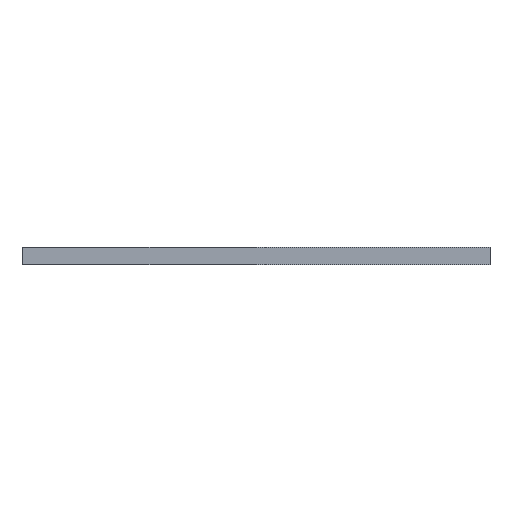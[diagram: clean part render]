
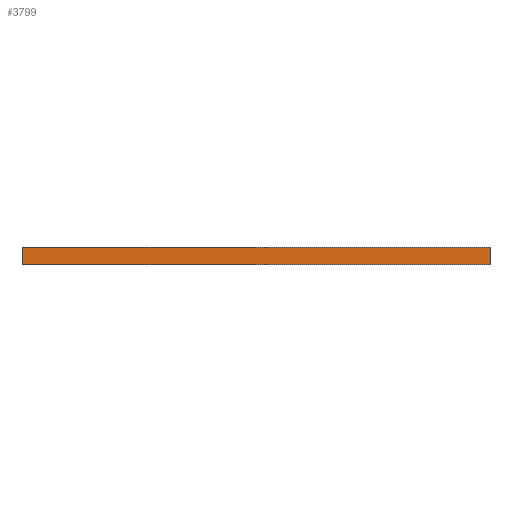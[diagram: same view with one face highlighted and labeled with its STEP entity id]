
A CAD part, left-side view. The second image highlights one B-rep face of the part: STEP entity #3799.
In plain terms, the highlighted planar face has unit normal (-1, 0, 0).
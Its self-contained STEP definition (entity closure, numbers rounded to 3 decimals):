
#127 = CARTESIAN_POINT ( 'NONE',  ( -22.4, 22.875, 0.85 ) ) ;
#235 = DIRECTION ( 'NONE',  ( 0., 0., 1. ) ) ;
#543 = ORIENTED_EDGE ( 'NONE', *, *, #4015, .F. ) ;
#871 = CARTESIAN_POINT ( 'NONE',  ( -22.4, 22.875, 0.85 ) ) ;
#1059 = DIRECTION ( 'NONE',  ( 0., 0., -1. ) ) ;
#1293 = EDGE_LOOP ( 'NONE', ( #3542, #543, #2469, #3485 ) ) ;
#1295 = DIRECTION ( 'NONE',  ( 0., 1., 0. ) ) ;
#1441 = CARTESIAN_POINT ( 'NONE',  ( -22.4, -22.875, 0.85 ) ) ;
#1887 = CARTESIAN_POINT ( 'NONE',  ( -22.4, -22.875, 0.85 ) ) ;
#2052 = DIRECTION ( 'NONE',  ( 0., 0., -1. ) ) ;
#2077 = VERTEX_POINT ( 'NONE', #2369 ) ;
#2166 = VECTOR ( 'NONE', #3881, 1000. ) ;
#2253 = EDGE_CURVE ( 'NONE', #2077, #2371, #2558, .T. ) ;
#2281 = VECTOR ( 'NONE', #2052, 1000. ) ;
#2356 = LINE ( 'NONE', #2877, #2986 ) ;
#2369 = CARTESIAN_POINT ( 'NONE',  ( -22.4, -22.875, -0.85 ) ) ;
#2371 = VERTEX_POINT ( 'NONE', #3030 ) ;
#2393 = AXIS2_PLACEMENT_3D ( 'NONE', #3423, #2837, #235 ) ;
#2424 = VECTOR ( 'NONE', #1059, 1000. ) ;
#2469 = ORIENTED_EDGE ( 'NONE', *, *, #2627, .T. ) ;
#2558 = LINE ( 'NONE', #3569, #2166 ) ;
#2627 = EDGE_CURVE ( 'NONE', #3894, #3160, #2356, .T. ) ;
#2837 = DIRECTION ( 'NONE',  ( -1., 0., 0. ) ) ;
#2877 = CARTESIAN_POINT ( 'NONE',  ( -22.4, -22.875, 0.85 ) ) ;
#2986 = VECTOR ( 'NONE', #1295, 1000. ) ;
#3030 = CARTESIAN_POINT ( 'NONE',  ( -22.4, 22.875, -0.85 ) ) ;
#3160 = VERTEX_POINT ( 'NONE', #871 ) ;
#3317 = LINE ( 'NONE', #127, #2281 ) ;
#3423 = CARTESIAN_POINT ( 'NONE',  ( -22.4, -22.875, 0.85 ) ) ;
#3433 = PLANE ( 'NONE',  #2393 ) ;
#3469 = FACE_OUTER_BOUND ( 'NONE', #1293, .T. ) ;
#3485 = ORIENTED_EDGE ( 'NONE', *, *, #3989, .T. ) ;
#3542 = ORIENTED_EDGE ( 'NONE', *, *, #2253, .F. ) ;
#3566 = LINE ( 'NONE', #1441, #2424 ) ;
#3569 = CARTESIAN_POINT ( 'NONE',  ( -22.4, -22.875, -0.85 ) ) ;
#3799 = ADVANCED_FACE ( 'NONE', ( #3469 ), #3433, .T. ) ;
#3881 = DIRECTION ( 'NONE',  ( 0., 1., 0. ) ) ;
#3894 = VERTEX_POINT ( 'NONE', #1887 ) ;
#3989 = EDGE_CURVE ( 'NONE', #3160, #2371, #3317, .T. ) ;
#4015 = EDGE_CURVE ( 'NONE', #3894, #2077, #3566, .T. ) ;
